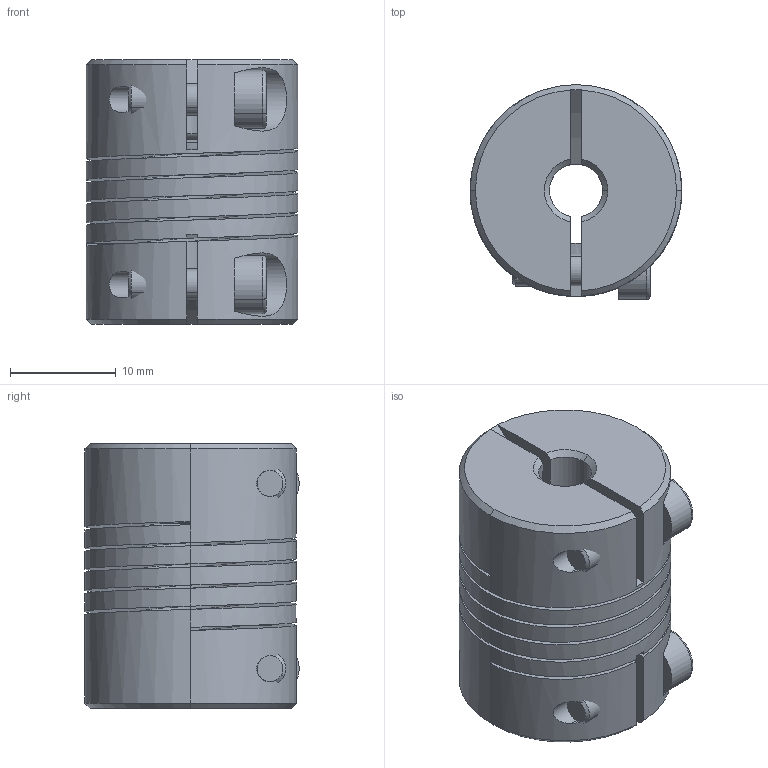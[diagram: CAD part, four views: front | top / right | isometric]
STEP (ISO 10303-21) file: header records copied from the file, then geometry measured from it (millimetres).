
FILE_DESCRIPTION (( 'STEP AP214' ), '1' );
FILE_NAME ('B475 Ãèáêàÿ ìóôòà 5-10.STEP', '2024-02-16T06:27:56', ( '' ), ( '' ), 'SwSTEP 2.0', 'SolidWorks 2022', '' );
FILE_SCHEMA (( 'AUTOMOTIVE_DESIGN' ));
Length unit declared in the file: millimetre
Products named in the file (3): B475 Гибкая муфта 5-10; B475 Гибкая муфта 5-10_00; socket head cap screw_din_DIN 912 M3 x 10 --- 10N
Assembly tree (3 placements, depth 2):
  B475 Гибкая муфта 5-10
    B475 Гибкая муфта 5-10_00
    socket head cap screw_din_DIN 912 M3 x 10 --- 10N  x2
Bounding box: 20 x 20.25 x 25 mm (x, y, z)
Volume: 5857.7 mm3; surface area: 5768 mm2
Topology: 3 solids, 3 shells, 140 faces, 354 edges, 221 vertices
Faces by surface type: cylinder 56, plane 50, cone 20, torus 11, bspline 3
Entity records: 8446 total; most frequent: CARTESIAN_POINT 5574, ORIENTED_EDGE 586, DIRECTION 524, EDGE_CURVE 293, AXIS2_PLACEMENT_3D 206, VERTEX_POINT 186, EDGE_LOOP 125, FACE_OUTER_BOUND 113
